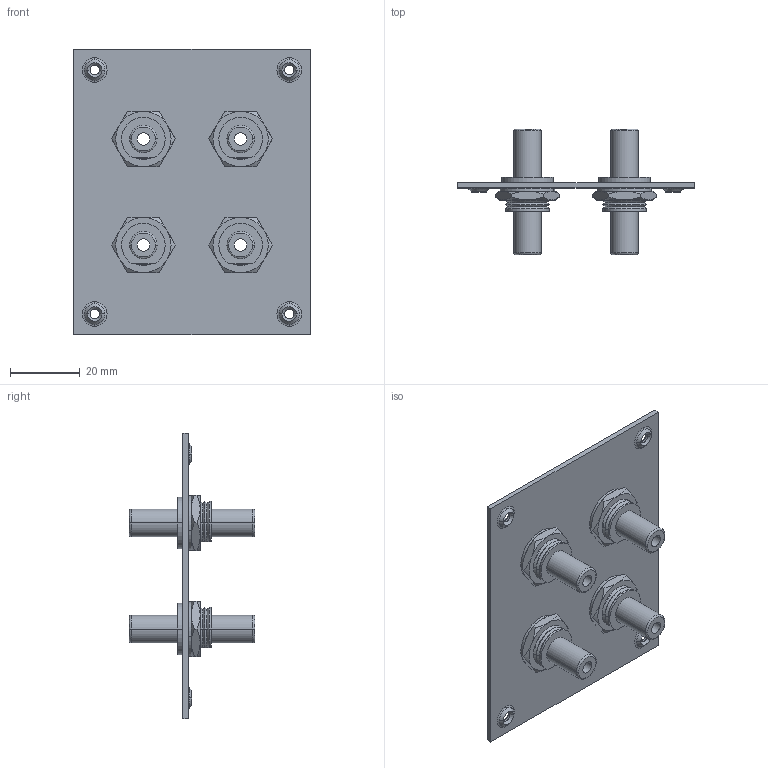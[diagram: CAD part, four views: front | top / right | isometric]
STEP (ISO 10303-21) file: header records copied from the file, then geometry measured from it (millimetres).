
FILE_DESCRIPTION (( 'STEP AP214' ), '1' );
FILE_NAME ('USP4-35MM.STEP', '2007-10-31T19:36:38', ( ' ' ), ( ' ' ), 'SwSTEP 2.0', 'SolidWorks 2007', '' );
FILE_SCHEMA (( 'AUTOMOTIVE_DESIGN' ));
Length unit declared in the file: inch
Products named in the file (6): 1AR06-005; 1AA12-009 MA1; USP4-35MM; 3AA02-008; 3AA03-005; 1AA12-009
Assembly tree (8 placements, depth 3):
  USP4-35MM
    1AA12-009  x4
      3AA02-008
      3AA03-005
      1AA12-009 MA1
    1AR06-005
Bounding box: 68.07 x 36.07 x 82.04 mm (x, y, z)
Volume: 17377.1 mm3; surface area: 20929.5 mm2
Topology: 13 solids, 13 shells, 734 faces, 1912 edges, 1216 vertices
Faces by surface type: cylinder 252, plane 234, cone 216, torus 32
Entity records: 8770 total; most frequent: CARTESIAN_POINT 1519, DIRECTION 1349, ORIENTED_EDGE 1232, EDGE_CURVE 616, AXIS2_PLACEMENT_3D 536, VERTEX_POINT 394, CIRCLE 291, VECTOR 277
